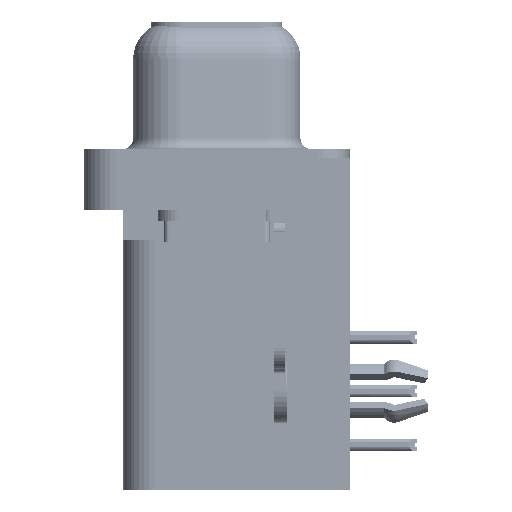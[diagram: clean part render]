
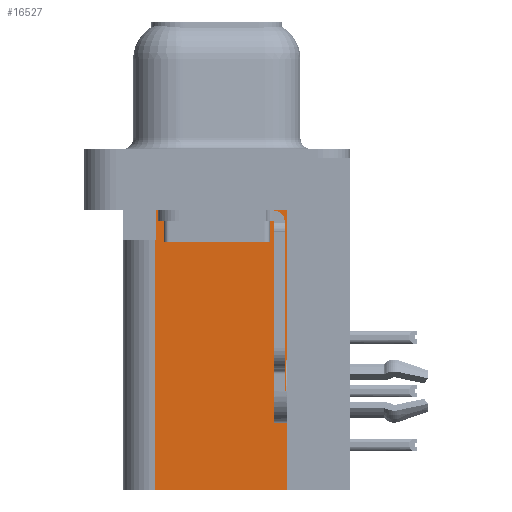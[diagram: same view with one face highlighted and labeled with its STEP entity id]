
A CAD part, left-side view. The second image highlights one B-rep face of the part: STEP entity #16527.
In plain terms, the highlighted planar face has unit normal (-1, 0, 0).
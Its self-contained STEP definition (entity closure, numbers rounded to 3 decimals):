
#2308 = DIRECTION ( 'NONE',  ( 0., 1., 0. ) ) ;
#4591 = EDGE_CURVE ( 'NONE', #17440, #14631, #24470, .T. ) ;
#6045 = DIRECTION ( 'NONE',  ( 0., 0., 1. ) ) ;
#6483 = VECTOR ( 'NONE', #50817, 1000. ) ;
#6641 = LINE ( 'NONE', #50989, #6483 ) ;
#6746 = ORIENTED_EDGE ( 'NONE', *, *, #16830, .F. ) ;
#8750 = ORIENTED_EDGE ( 'NONE', *, *, #36129, .T. ) ;
#10347 = CARTESIAN_POINT ( 'NONE',  ( 3.79, 2.925, -15.7 ) ) ;
#11149 = CARTESIAN_POINT ( 'NONE',  ( 3.79, 2.895, -3.9 ) ) ;
#11195 = EDGE_CURVE ( 'NONE', #49026, #39120, #43530, .T. ) ;
#12614 = CARTESIAN_POINT ( 'NONE',  ( 3.79, -3.295, -15.7 ) ) ;
#13372 = CARTESIAN_POINT ( 'NONE',  ( 3.79, 2.895, -2.5 ) ) ;
#13524 = CARTESIAN_POINT ( 'NONE',  ( 3.79, -3.295, -2.5 ) ) ;
#14178 = VERTEX_POINT ( 'NONE', #11149 ) ;
#14631 = VERTEX_POINT ( 'NONE', #47772 ) ;
#14981 = CARTESIAN_POINT ( 'NONE',  ( 3.79, 2.895, -3.9 ) ) ;
#16527 = ADVANCED_FACE ( 'NONE', ( #28345 ), #16812, .F. ) ;
#16812 = PLANE ( 'NONE',  #26186 ) ;
#16830 = EDGE_CURVE ( 'NONE', #27301, #17440, #23666, .T. ) ;
#17440 = VERTEX_POINT ( 'NONE', #10347 ) ;
#20892 = DIRECTION ( 'NONE',  ( 0., 0., -1. ) ) ;
#23012 = ORIENTED_EDGE ( 'NONE', *, *, #23813, .T. ) ;
#23515 = VECTOR ( 'NONE', #2308, 1000. ) ;
#23666 = LINE ( 'NONE', #27955, #23515 ) ;
#23813 = EDGE_CURVE ( 'NONE', #27301, #49026, #28558, .T. ) ;
#24470 = LINE ( 'NONE', #48544, #26905 ) ;
#25519 = LINE ( 'NONE', #14981, #25617 ) ;
#25617 = VECTOR ( 'NONE', #44676, 1000. ) ;
#26186 = AXIS2_PLACEMENT_3D ( 'NONE', #12614, #33837, #20892 ) ;
#26802 = ORIENTED_EDGE ( 'NONE', *, *, #11195, .T. ) ;
#26905 = VECTOR ( 'NONE', #6045, 1000. ) ;
#27301 = VERTEX_POINT ( 'NONE', #27893 ) ;
#27893 = CARTESIAN_POINT ( 'NONE',  ( 3.79, -3.295, -15.7 ) ) ;
#27955 = CARTESIAN_POINT ( 'NONE',  ( 3.79, -3.295, -15.7 ) ) ;
#28345 = FACE_OUTER_BOUND ( 'NONE', #42657, .T. ) ;
#28548 = VECTOR ( 'NONE', #52013, 1000. ) ;
#28558 = LINE ( 'NONE', #47844, #28548 ) ;
#33837 = DIRECTION ( 'NONE',  ( 1., 0., 0. ) ) ;
#34609 = ORIENTED_EDGE ( 'NONE', *, *, #38210, .T. ) ;
#36085 = DIRECTION ( 'NONE',  ( 0., 1., 0. ) ) ;
#36129 = EDGE_CURVE ( 'NONE', #39120, #14178, #25519, .T. ) ;
#38210 = EDGE_CURVE ( 'NONE', #14178, #14631, #6641, .T. ) ;
#39120 = VERTEX_POINT ( 'NONE', #13372 ) ;
#42657 = EDGE_LOOP ( 'NONE', ( #26802, #8750, #34609, #50512, #6746, #23012 ) ) ;
#43530 = LINE ( 'NONE', #44319, #43585 ) ;
#43585 = VECTOR ( 'NONE', #36085, 1000. ) ;
#44319 = CARTESIAN_POINT ( 'NONE',  ( 3.79, -3.295, -2.5 ) ) ;
#44676 = DIRECTION ( 'NONE',  ( 0., 0., -1. ) ) ;
#47772 = CARTESIAN_POINT ( 'NONE',  ( 3.79, 2.925, -3.9 ) ) ;
#47844 = CARTESIAN_POINT ( 'NONE',  ( 3.79, -3.295, -15.7 ) ) ;
#48544 = CARTESIAN_POINT ( 'NONE',  ( 3.79, 2.925, -15.7 ) ) ;
#49026 = VERTEX_POINT ( 'NONE', #13524 ) ;
#50512 = ORIENTED_EDGE ( 'NONE', *, *, #4591, .F. ) ;
#50817 = DIRECTION ( 'NONE',  ( 0., 1., 0. ) ) ;
#50989 = CARTESIAN_POINT ( 'NONE',  ( 3.79, 0., -3.9 ) ) ;
#52013 = DIRECTION ( 'NONE',  ( 0., 0., 1. ) ) ;
